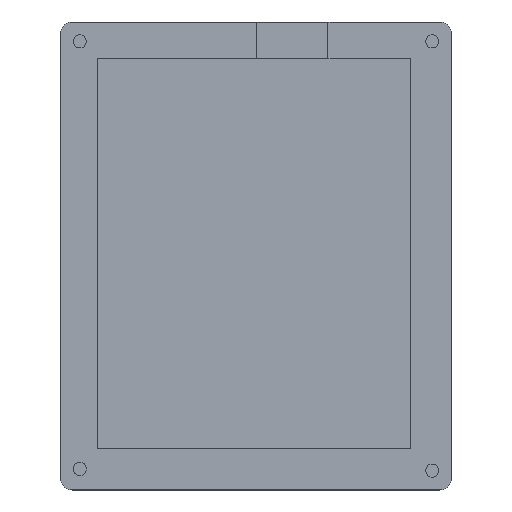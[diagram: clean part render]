
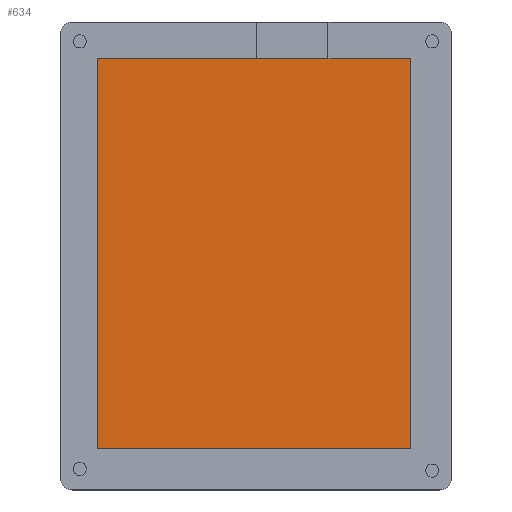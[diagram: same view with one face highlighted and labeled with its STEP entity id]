
A CAD part, top view. The second image highlights one B-rep face of the part: STEP entity #634.
In plain terms, the highlighted planar face has unit normal (0, 0, 1).
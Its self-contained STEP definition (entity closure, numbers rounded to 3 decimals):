
#48=PLANE('',#707);
#78=FACE_OUTER_BOUND('',#124,.T.);
#124=EDGE_LOOP('',(#513,#514,#515,#516));
#194=LINE('',#1057,#246);
#196=LINE('',#1062,#248);
#197=LINE('',#1063,#249);
#198=LINE('',#1064,#250);
#246=VECTOR('',#844,10.);
#248=VECTOR('',#848,10.);
#249=VECTOR('',#849,10.);
#250=VECTOR('',#850,10.);
#329=VERTEX_POINT('',#1054);
#330=VERTEX_POINT('',#1056);
#331=VERTEX_POINT('',#1060);
#332=VERTEX_POINT('',#1061);
#398=EDGE_CURVE('',#329,#330,#194,.T.);
#400=EDGE_CURVE('',#331,#332,#196,.T.);
#401=EDGE_CURVE('',#330,#331,#197,.T.);
#402=EDGE_CURVE('',#332,#329,#198,.T.);
#513=ORIENTED_EDGE('',*,*,#400,.F.);
#514=ORIENTED_EDGE('',*,*,#401,.F.);
#515=ORIENTED_EDGE('',*,*,#398,.F.);
#516=ORIENTED_EDGE('',*,*,#402,.F.);
#634=ADVANCED_FACE('',(#78),#48,.T.);
#707=AXIS2_PLACEMENT_3D('',#1059,#846,#847);
#844=DIRECTION('',(1.,0.,0.));
#846=DIRECTION('center_axis',(0.,0.,1.));
#847=DIRECTION('ref_axis',(1.,0.,0.));
#848=DIRECTION('',(-1.,0.,0.));
#849=DIRECTION('',(0.,-1.,0.));
#850=DIRECTION('',(0.,1.,0.));
#1054=CARTESIAN_POINT('',(-87.79,47.173,3.));
#1056=CARTESIAN_POINT('',(-6.6,47.173,3.));
#1057=CARTESIAN_POINT('',(-67.492,47.173,3.));
#1059=CARTESIAN_POINT('Origin',(-47.195,-3.327,3.));
#1060=CARTESIAN_POINT('',(-6.6,-53.827,3.));
#1061=CARTESIAN_POINT('',(-87.79,-53.827,3.));
#1062=CARTESIAN_POINT('',(-26.897,-53.827,3.));
#1063=CARTESIAN_POINT('',(-6.6,21.923,3.));
#1064=CARTESIAN_POINT('',(-87.79,-28.577,3.));
